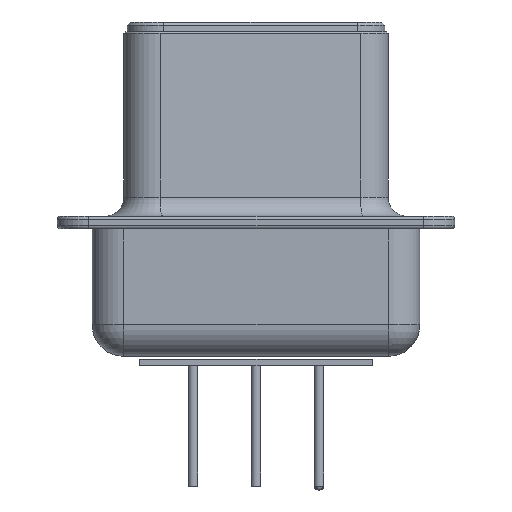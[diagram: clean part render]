
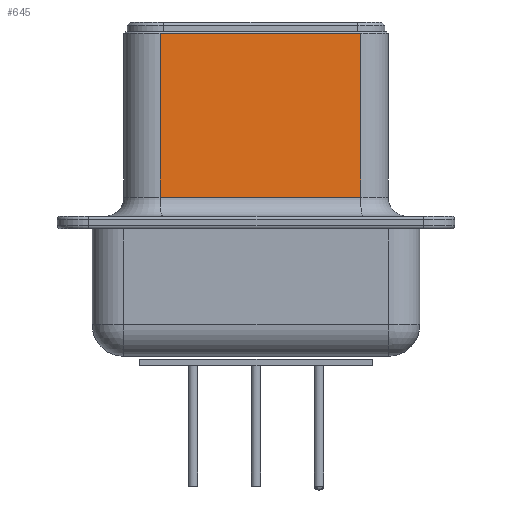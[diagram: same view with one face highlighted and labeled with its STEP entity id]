
A CAD part, left-side view. The second image highlights one B-rep face of the part: STEP entity #645.
In plain terms, the highlighted planar face has unit normal (-0.991, -0.137, 0).
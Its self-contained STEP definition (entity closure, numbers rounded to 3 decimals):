
#41 = VERTEX_POINT('',#42);
#42 = CARTESIAN_POINT('',(-20.731,1.033,10.45));
#232 = VERTEX_POINT('',#233);
#233 = CARTESIAN_POINT('',(-20.731,1.033,5.3));
#240 = EDGE_CURVE('',#232,#41,#241,.T.);
#241 = LINE('',#242,#243);
#242 = CARTESIAN_POINT('',(-20.731,1.033,4.7));
#243 = VECTOR('',#244,1.);
#244 = DIRECTION('',(0.,0.,1.));
#258 = VERTEX_POINT('',#259);
#259 = CARTESIAN_POINT('',(-19.862,-5.267,10.45));
#265 = EDGE_CURVE('',#41,#258,#266,.T.);
#266 = LINE('',#267,#268);
#267 = CARTESIAN_POINT('',(-20.731,1.033,10.45));
#268 = VECTOR('',#269,1.);
#269 = DIRECTION('',(0.137,-0.991,0.));
#645 = ADVANCED_FACE('',(#646),#664,.T.);
#646 = FACE_BOUND('',#647,.T.);
#647 = EDGE_LOOP('',(#648,#656,#657,#658));
#648 = ORIENTED_EDGE('',*,*,#649,.T.);
#649 = EDGE_CURVE('',#650,#258,#652,.T.);
#650 = VERTEX_POINT('',#651);
#651 = CARTESIAN_POINT('',(-19.862,-5.267,5.3));
#652 = LINE('',#653,#654);
#653 = CARTESIAN_POINT('',(-19.862,-5.267,4.7));
#654 = VECTOR('',#655,1.);
#655 = DIRECTION('',(0.,0.,1.));
#656 = ORIENTED_EDGE('',*,*,#265,.F.);
#657 = ORIENTED_EDGE('',*,*,#240,.F.);
#658 = ORIENTED_EDGE('',*,*,#659,.F.);
#659 = EDGE_CURVE('',#650,#232,#660,.T.);
#660 = LINE('',#661,#662);
#661 = CARTESIAN_POINT('',(-19.862,-5.267,5.3));
#662 = VECTOR('',#663,1.);
#663 = DIRECTION('',(-0.137,0.991,0.));
#664 = PLANE('',#665);
#665 = AXIS2_PLACEMENT_3D('',#666,#667,#668);
#666 = CARTESIAN_POINT('',(-19.743,-6.13,4.7));
#667 = DIRECTION('',(-0.991,-0.137,0.));
#668 = DIRECTION('',(-0.137,0.991,0.));
